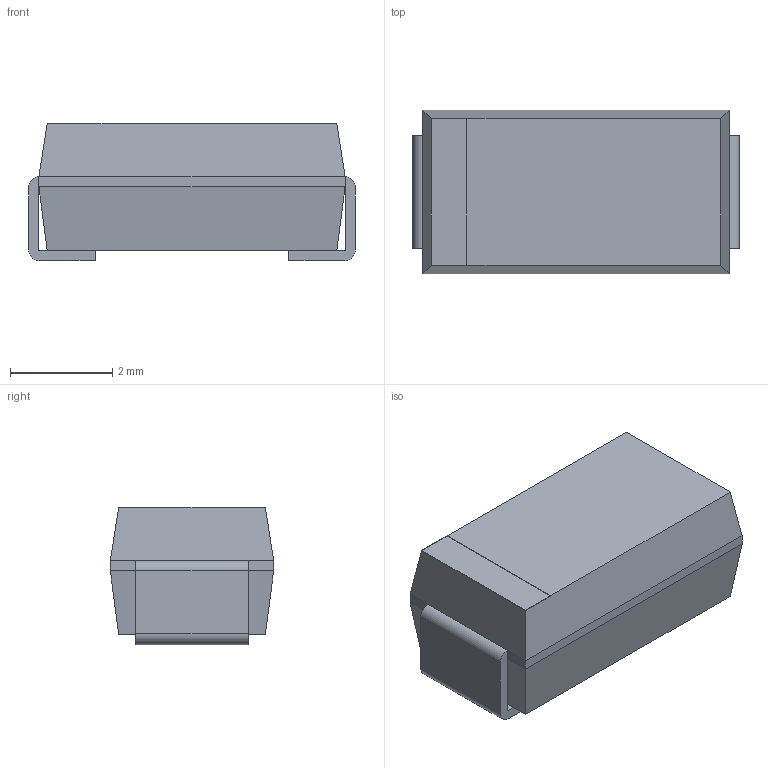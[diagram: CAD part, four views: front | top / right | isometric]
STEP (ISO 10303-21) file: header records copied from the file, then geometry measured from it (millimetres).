
FILE_DESCRIPTION (( 'STEP AP214' ), '1' );
FILE_NAME ('Cap SMC (6032).STEP', '2023-03-23T04:49:53', ( '' ), ( '' ), 'SwSTEP 2.0', 'SolidWorks 2019', '' );
FILE_SCHEMA (( 'AUTOMOTIVE_DESIGN' ));
Length unit declared in the file: millimetre
Products named in the file (1): Cap SMC (6032)
Bounding box: 6.4 x 3.2 x 2.7 mm (x, y, z)
Volume: 46.9 mm3; surface area: 104.9 mm2
Topology: 3 solids, 3 shells, 37 faces, 81 edges, 50 vertices
Faces by surface type: plane 33, cylinder 4
Entity records: 1193 total; most frequent: CARTESIAN_POINT 169, DIRECTION 165, ORIENTED_EDGE 162, EDGE_CURVE 81, VECTOR 73, LINE 73, VERTEX_POINT 50, AXIS2_PLACEMENT_3D 46
